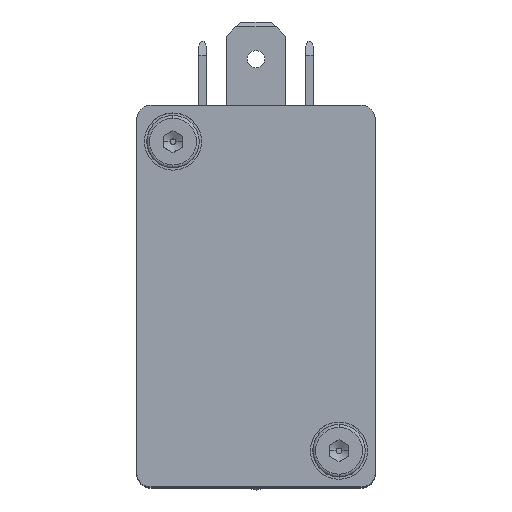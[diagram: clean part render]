
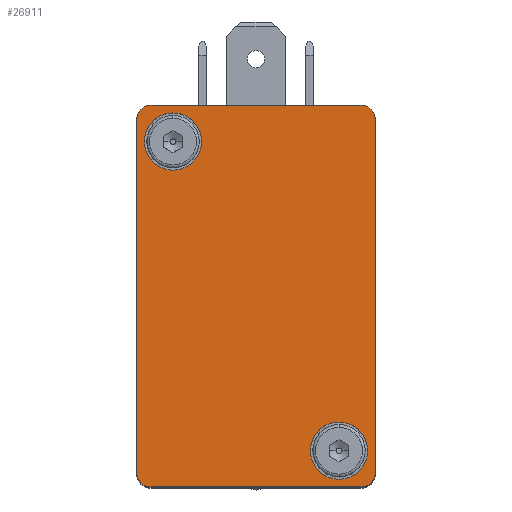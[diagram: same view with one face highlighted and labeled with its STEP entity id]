
A CAD part, top view. The second image highlights one B-rep face of the part: STEP entity #26911.
In plain terms, the highlighted face is planar.
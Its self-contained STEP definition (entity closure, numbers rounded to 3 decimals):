
#20839=CARTESIAN_POINT('',(7.2,14.75,15.2));
#20840=VERTEX_POINT('',#20839);
#20856=CARTESIAN_POINT('',(7.2,14.75,9.2));
#20857=VERTEX_POINT('',#20856);
#20864=CARTESIAN_POINT('',(7.2,14.75,12.2));
#20865=DIRECTION('',(0.0,-1.0,0.0));
#20866=DIRECTION('',(0.0,0.0,1.0));
#20867=AXIS2_PLACEMENT_3D('',#20864,#20865,#20866);
#20868=CIRCLE('',#20867,3.0);
#20869=EDGE_CURVE('',#20840,#20857,#20868,.T.);
#20881=CARTESIAN_POINT('',(-10.2,14.75,-17.2));
#20882=VERTEX_POINT('',#20881);
#20898=CARTESIAN_POINT('',(-10.2,14.75,-23.2));
#20899=VERTEX_POINT('',#20898);
#20906=CARTESIAN_POINT('',(-10.2,14.75,-20.2));
#20907=DIRECTION('',(0.0,-1.0,0.0));
#20908=DIRECTION('',(0.0,0.0,1.0));
#20909=AXIS2_PLACEMENT_3D('',#20906,#20907,#20908);
#20910=CIRCLE('',#20909,3.0);
#20911=EDGE_CURVE('',#20882,#20899,#20910,.T.);
#20923=CARTESIAN_POINT('',(-13.561,14.75,15.561));
#20924=VERTEX_POINT('',#20923);
#20940=CARTESIAN_POINT('',(-12.5,14.75,16.));
#20941=VERTEX_POINT('',#20940);
#20948=CARTESIAN_POINT('',(-12.5,14.75,14.5));
#20949=DIRECTION('',(0.0,-1.,0.0));
#20950=DIRECTION('',(-0.707,0.0,0.707));
#20951=AXIS2_PLACEMENT_3D('',#20948,#20949,#20950);
#20952=CIRCLE('',#20951,1.5);
#20953=EDGE_CURVE('',#20941,#20924,#20952,.T.);
#20965=CARTESIAN_POINT('',(-13.561,14.75,-23.561));
#20966=VERTEX_POINT('',#20965);
#20982=CARTESIAN_POINT('',(-14.0,14.75,-22.5));
#20983=VERTEX_POINT('',#20982);
#20990=CARTESIAN_POINT('',(-12.5,14.75,-22.5));
#20991=DIRECTION('',(0.0,-1.,0.0));
#20992=DIRECTION('',(-0.707,0.0,-0.707));
#20993=AXIS2_PLACEMENT_3D('',#20990,#20991,#20992);
#20994=CIRCLE('',#20993,1.5);
#20995=EDGE_CURVE('',#20983,#20966,#20994,.T.);
#21007=CARTESIAN_POINT('',(10.561,14.75,-23.561));
#21008=VERTEX_POINT('',#21007);
#21024=CARTESIAN_POINT('',(9.5,14.75,-24.0));
#21025=VERTEX_POINT('',#21024);
#21032=CARTESIAN_POINT('',(9.5,14.75,-22.5));
#21033=DIRECTION('',(0.0,-1.,0.0));
#21034=DIRECTION('',(0.707,0.0,-0.707));
#21035=AXIS2_PLACEMENT_3D('',#21032,#21033,#21034);
#21036=CIRCLE('',#21035,1.5);
#21037=EDGE_CURVE('',#21025,#21008,#21036,.T.);
#21049=CARTESIAN_POINT('',(10.561,14.75,15.561));
#21050=VERTEX_POINT('',#21049);
#21066=CARTESIAN_POINT('',(11.0,14.75,14.5));
#21067=VERTEX_POINT('',#21066);
#21074=CARTESIAN_POINT('',(9.5,14.75,14.5));
#21075=DIRECTION('',(0.0,-1.,0.0));
#21076=DIRECTION('',(0.707,0.0,0.707));
#21077=AXIS2_PLACEMENT_3D('',#21074,#21075,#21076);
#21078=CIRCLE('',#21077,1.5);
#21079=EDGE_CURVE('',#21067,#21050,#21078,.T.);
#26778=CARTESIAN_POINT('',(9.5,14.75,16.));
#26779=VERTEX_POINT('',#26778);
#26780=CARTESIAN_POINT('',(9.5,14.75,14.5));
#26781=DIRECTION('',(0.0,-1.,0.0));
#26782=DIRECTION('',(0.707,0.0,0.707));
#26783=AXIS2_PLACEMENT_3D('',#26780,#26781,#26782);
#26784=CIRCLE('',#26783,1.5);
#26785=EDGE_CURVE('',#21050,#26779,#26784,.T.);
#26811=CARTESIAN_POINT('',(9.5,14.75,16.));
#26812=DIRECTION('',(-1.0,0.0,0.0));
#26813=VECTOR('',#26812,22.0);
#26814=LINE('',#26811,#26813);
#26815=EDGE_CURVE('',#26779,#20941,#26814,.T.);
#26833=CARTESIAN_POINT('',(0.,14.75,0.));
#26834=DIRECTION('',(0.0,1.0,0.0));
#26835=DIRECTION('',(0.0,0.0,1.0));
#26836=AXIS2_PLACEMENT_3D('',#26833,#26834,#26835);
#26837=PLANE('',#26836);
#26838=ORIENTED_EDGE('',*,*,#21079,.F.);
#26839=CARTESIAN_POINT('',(11.0,14.75,-22.5));
#26840=VERTEX_POINT('',#26839);
#26841=CARTESIAN_POINT('',(11.0,14.75,-22.5));
#26842=DIRECTION('',(0.0,0.0,1.0));
#26843=VECTOR('',#26842,37.0);
#26844=LINE('',#26841,#26843);
#26845=EDGE_CURVE('',#26840,#21067,#26844,.T.);
#26846=ORIENTED_EDGE('',*,*,#26845,.F.);
#26847=CARTESIAN_POINT('',(9.5,14.75,-22.5));
#26848=DIRECTION('',(0.0,-1.,0.0));
#26849=DIRECTION('',(0.707,0.0,-0.707));
#26850=AXIS2_PLACEMENT_3D('',#26847,#26848,#26849);
#26851=CIRCLE('',#26850,1.5);
#26852=EDGE_CURVE('',#21008,#26840,#26851,.T.);
#26853=ORIENTED_EDGE('',*,*,#26852,.F.);
#26854=ORIENTED_EDGE('',*,*,#21037,.F.);
#26855=CARTESIAN_POINT('',(-12.5,14.75,-24.0));
#26856=VERTEX_POINT('',#26855);
#26857=CARTESIAN_POINT('',(-12.5,14.75,-24.0));
#26858=DIRECTION('',(1.0,0.0,0.0));
#26859=VECTOR('',#26858,22.0);
#26860=LINE('',#26857,#26859);
#26861=EDGE_CURVE('',#26856,#21025,#26860,.T.);
#26862=ORIENTED_EDGE('',*,*,#26861,.F.);
#26863=CARTESIAN_POINT('',(-12.5,14.75,-22.5));
#26864=DIRECTION('',(0.0,-1.,0.0));
#26865=DIRECTION('',(-0.707,0.0,-0.707));
#26866=AXIS2_PLACEMENT_3D('',#26863,#26864,#26865);
#26867=CIRCLE('',#26866,1.5);
#26868=EDGE_CURVE('',#20966,#26856,#26867,.T.);
#26869=ORIENTED_EDGE('',*,*,#26868,.F.);
#26870=ORIENTED_EDGE('',*,*,#20995,.F.);
#26871=CARTESIAN_POINT('',(-14.0,14.75,14.5));
#26872=VERTEX_POINT('',#26871);
#26873=CARTESIAN_POINT('',(-14.0,14.75,14.5));
#26874=DIRECTION('',(0.0,0.0,-1.0));
#26875=VECTOR('',#26874,37.0);
#26876=LINE('',#26873,#26875);
#26877=EDGE_CURVE('',#26872,#20983,#26876,.T.);
#26878=ORIENTED_EDGE('',*,*,#26877,.F.);
#26879=CARTESIAN_POINT('',(-12.5,14.75,14.5));
#26880=DIRECTION('',(0.0,-1.,0.0));
#26881=DIRECTION('',(-0.707,0.0,0.707));
#26882=AXIS2_PLACEMENT_3D('',#26879,#26880,#26881);
#26883=CIRCLE('',#26882,1.5);
#26884=EDGE_CURVE('',#20924,#26872,#26883,.T.);
#26885=ORIENTED_EDGE('',*,*,#26884,.F.);
#26886=ORIENTED_EDGE('',*,*,#20953,.F.);
#26887=ORIENTED_EDGE('',*,*,#26815,.F.);
#26888=ORIENTED_EDGE('',*,*,#26785,.F.);
#26889=EDGE_LOOP('',(#26838,#26846,#26853,#26854,#26862,#26869,#26870,#26878,#26885,#26886,#26887,#26888));
#26890=FACE_OUTER_BOUND('',#26889,.T.);
#26891=ORIENTED_EDGE('',*,*,#20911,.T.);
#26892=CARTESIAN_POINT('',(-10.2,14.75,-20.2));
#26893=DIRECTION('',(0.0,-1.0,0.0));
#26894=DIRECTION('',(0.0,0.0,1.0));
#26895=AXIS2_PLACEMENT_3D('',#26892,#26893,#26894);
#26896=CIRCLE('',#26895,3.0);
#26897=EDGE_CURVE('',#20899,#20882,#26896,.T.);
#26898=ORIENTED_EDGE('',*,*,#26897,.T.);
#26899=EDGE_LOOP('',(#26891,#26898));
#26900=FACE_BOUND('',#26899,.T.);
#26901=ORIENTED_EDGE('',*,*,#20869,.T.);
#26902=CARTESIAN_POINT('',(7.2,14.75,12.2));
#26903=DIRECTION('',(0.0,-1.0,0.0));
#26904=DIRECTION('',(0.0,0.0,1.0));
#26905=AXIS2_PLACEMENT_3D('',#26902,#26903,#26904);
#26906=CIRCLE('',#26905,3.0);
#26907=EDGE_CURVE('',#20857,#20840,#26906,.T.);
#26908=ORIENTED_EDGE('',*,*,#26907,.T.);
#26909=EDGE_LOOP('',(#26901,#26908));
#26910=FACE_BOUND('',#26909,.T.);
#26911=ADVANCED_FACE('',(#26890,#26900,#26910),#26837,.T.);
